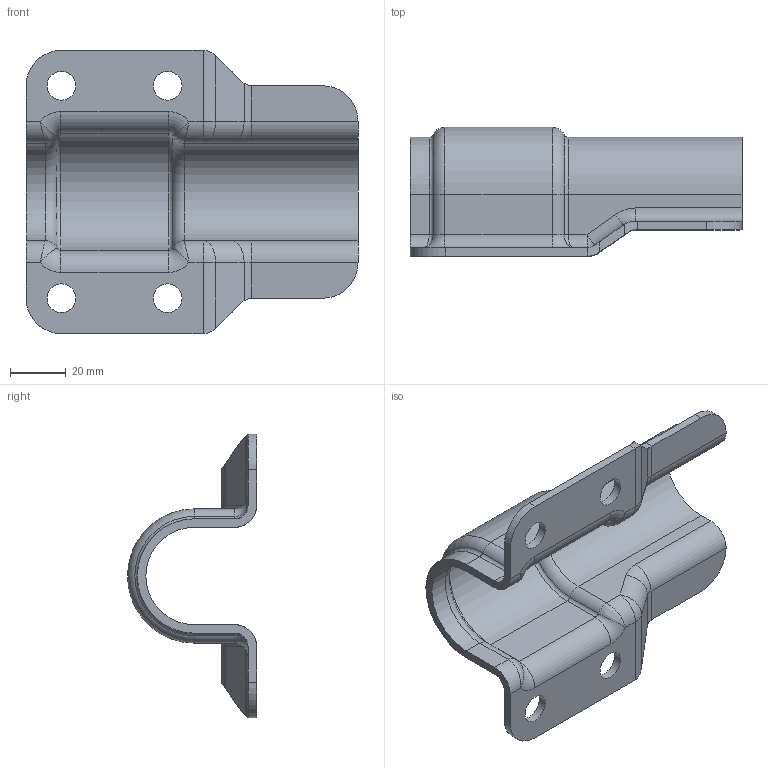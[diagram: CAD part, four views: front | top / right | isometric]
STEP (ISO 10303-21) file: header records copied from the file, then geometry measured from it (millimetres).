
FILE_DESCRIPTION(/* description */ ('EXTENDED BEARING COVER WITH FOUR MOUNTING HOLES'),/* implementation_level */ '2;1');
FILE_NAME(/* name */ '1979-10.stp',/* time_stamp */ '2024-10-23T10:44:36-04:00',/* author */ ('dkoegle'),/* organization */ (''),/* preprocessor_version */ 'ST-DEVELOPER v20',/* originating_system */ 'Autodesk Inventor 2024',/* authorisation */ '');
FILE_SCHEMA (('AUTOMOTIVE_DESIGN { 1 0 10303 214 3 1 1 }'));
Length unit declared in the file: inch
Products named in the file (1): 1979-10
Bounding box: 119.08 x 46.29 x 101.6 mm (x, y, z)
Volume: 51656.2 mm3; surface area: 36013.8 mm2
Topology: 1 solids, 1 shells, 363 faces, 936 edges, 592 vertices
Faces by surface type: plane 217, cylinder 62, bspline 60, torus 20, sphere 4
Full cylindrical faces by diameter (mm): 10.312 x4
Entity records: 11643 total; most frequent: CARTESIAN_POINT 3132, ORIENTED_EDGE 1856, DIRECTION 1536, EDGE_CURVE 928, LINE 672, VECTOR 672, VERTEX_POINT 592, AXIS2_PLACEMENT_3D 432
